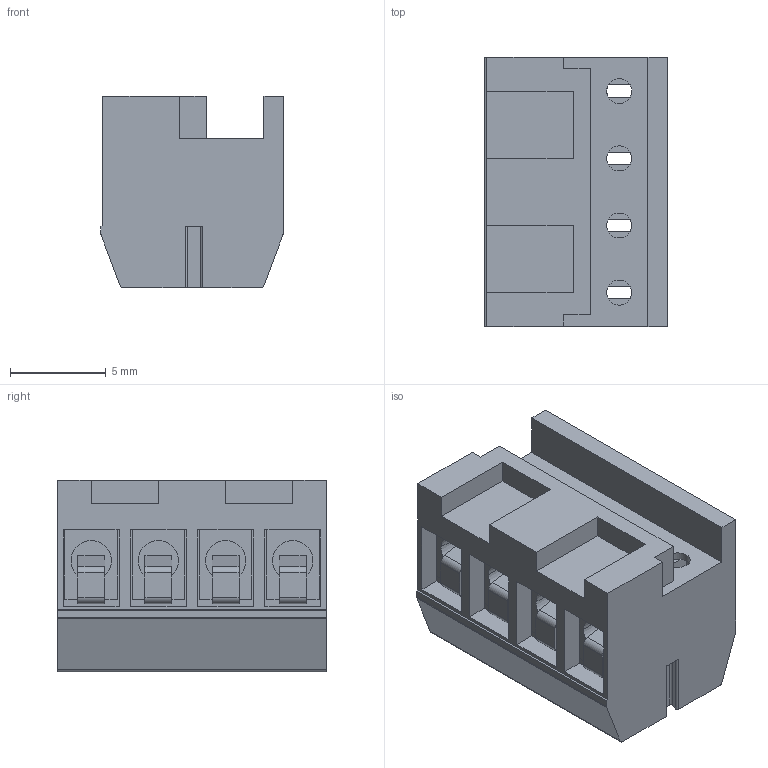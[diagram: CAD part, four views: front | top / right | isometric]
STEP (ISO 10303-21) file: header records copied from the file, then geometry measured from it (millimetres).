
FILE_DESCRIPTION((''),'2;1');
FILE_NAME('0','2024-11-15T14:24:38',('sheji'),(''),'CREO PARAMETRIC BY PTC INC, 2018100','CREO PARAMETRIC BY PTC INC, 2018100','');
FILE_SCHEMA(('CONFIG_CONTROL_DESIGN'));
Length unit declared in the file: millimetre
Products named in the file (1): 0
Bounding box: 9.5 x 14 x 10 mm (x, y, z)
Volume: 950.3 mm3; surface area: 1226.9 mm2
Topology: 1 solids, 1 shells, 274 faces, 708 edges, 444 vertices
Faces by surface type: plane 166, cylinder 68, cone 16, bspline 12, extrusion 12
Entity records: 8840 total; most frequent: CARTESIAN_POINT 2108, ORIENTED_EDGE 1416, DIRECTION 1336, EDGE_CURVE 708, VECTOR 500, LINE 488, VERTEX_POINT 444, AXIS2_PLACEMENT_3D 418
